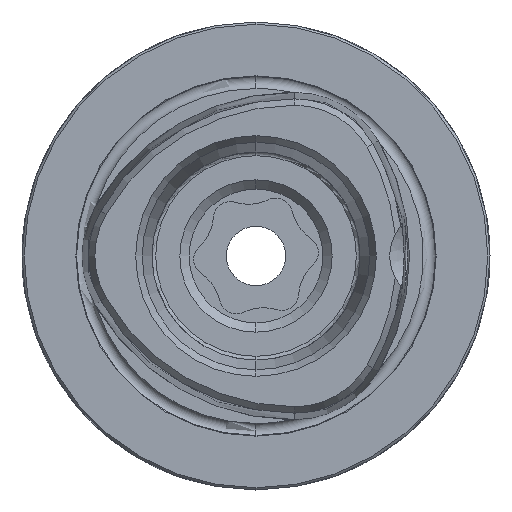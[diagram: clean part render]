
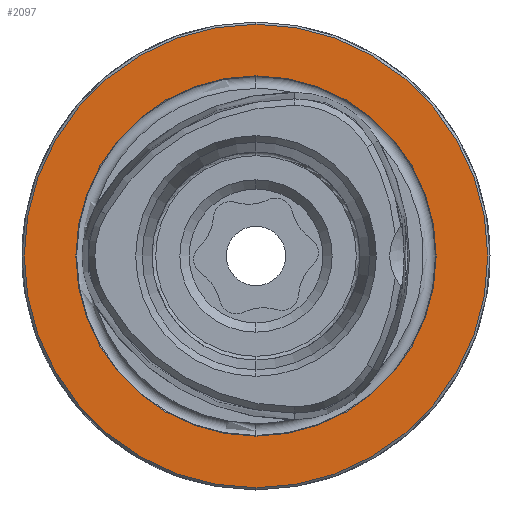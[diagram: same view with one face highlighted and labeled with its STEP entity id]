
A CAD part, left-side view. The second image highlights one B-rep face of the part: STEP entity #2097.
In plain terms, the highlighted planar face has unit normal (-1, 0, 0).
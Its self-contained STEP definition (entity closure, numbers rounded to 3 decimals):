
#157 = DIRECTION ( 'NONE',  ( 0., 0., 1. ) ) ;
#172 = EDGE_CURVE ( 'NONE', #950, #3058, #6011, .T. ) ;
#211 = CIRCLE ( 'NONE', #2701, 24.25 ) ;
#383 = CARTESIAN_POINT ( 'NONE',  ( 0., 0., 0. ) ) ;
#393 = CARTESIAN_POINT ( 'NONE',  ( 0., 24.25, 0. ) ) ;
#516 = EDGE_CURVE ( 'NONE', #3058, #950, #211, .T. ) ;
#712 = EDGE_CURVE ( 'NONE', #3637, #4253, #6461, .T. ) ;
#769 = CARTESIAN_POINT ( 'NONE',  ( 0., 0., 24.25 ) ) ;
#950 = VERTEX_POINT ( 'NONE', #769 ) ;
#1137 = DIRECTION ( 'NONE',  ( 0., 0., 1. ) ) ;
#1263 = DIRECTION ( 'NONE',  ( -1., 0., 0. ) ) ;
#1709 = CARTESIAN_POINT ( 'NONE',  ( 0., 0., -31.2 ) ) ;
#1773 = CARTESIAN_POINT ( 'NONE',  ( 0., 0., 31.2 ) ) ;
#2097 = ADVANCED_FACE ( 'NONE', ( #4387, #5559 ), #4461, .F. ) ;
#2352 = DIRECTION ( 'NONE',  ( -1., 0., 0. ) ) ;
#2701 = AXIS2_PLACEMENT_3D ( 'NONE', #2863, #2352, #1137 ) ;
#2756 = EDGE_LOOP ( 'NONE', ( #4944, #3261 ) ) ;
#2863 = CARTESIAN_POINT ( 'NONE',  ( 0., 0., 0. ) ) ;
#3058 = VERTEX_POINT ( 'NONE', #7151 ) ;
#3261 = ORIENTED_EDGE ( 'NONE', *, *, #516, .F. ) ;
#3286 = AXIS2_PLACEMENT_3D ( 'NONE', #383, #4406, #5042 ) ;
#3550 = AXIS2_PLACEMENT_3D ( 'NONE', #3629, #1263, #157 ) ;
#3629 = CARTESIAN_POINT ( 'NONE',  ( 0., 0., 0. ) ) ;
#3637 = VERTEX_POINT ( 'NONE', #1709 ) ;
#4071 = EDGE_CURVE ( 'NONE', #4253, #3637, #4639, .T. ) ;
#4253 = VERTEX_POINT ( 'NONE', #1773 ) ;
#4387 = FACE_BOUND ( 'NONE', #2756, .T. ) ;
#4406 = DIRECTION ( 'NONE',  ( -1., 0., 0. ) ) ;
#4461 = PLANE ( 'NONE',  #4808 ) ;
#4639 = CIRCLE ( 'NONE', #3286, 31.2 ) ;
#4808 = AXIS2_PLACEMENT_3D ( 'NONE', #393, #5574, #6719 ) ;
#4875 = DIRECTION ( 'NONE',  ( 0., 0., 1. ) ) ;
#4944 = ORIENTED_EDGE ( 'NONE', *, *, #172, .F. ) ;
#5042 = DIRECTION ( 'NONE',  ( 0., 0., 1. ) ) ;
#5289 = AXIS2_PLACEMENT_3D ( 'NONE', #5364, #6383, #4875 ) ;
#5364 = CARTESIAN_POINT ( 'NONE',  ( 0., 0., 0. ) ) ;
#5382 = ORIENTED_EDGE ( 'NONE', *, *, #712, .T. ) ;
#5427 = EDGE_LOOP ( 'NONE', ( #5382, #7522 ) ) ;
#5559 = FACE_OUTER_BOUND ( 'NONE', #5427, .T. ) ;
#5574 = DIRECTION ( 'NONE',  ( 1., 0., 0. ) ) ;
#6011 = CIRCLE ( 'NONE', #3550, 24.25 ) ;
#6383 = DIRECTION ( 'NONE',  ( -1., 0., 0. ) ) ;
#6461 = CIRCLE ( 'NONE', #5289, 31.2 ) ;
#6719 = DIRECTION ( 'NONE',  ( 0., 0., -1. ) ) ;
#7151 = CARTESIAN_POINT ( 'NONE',  ( 0., 0., -24.25 ) ) ;
#7522 = ORIENTED_EDGE ( 'NONE', *, *, #4071, .T. ) ;
